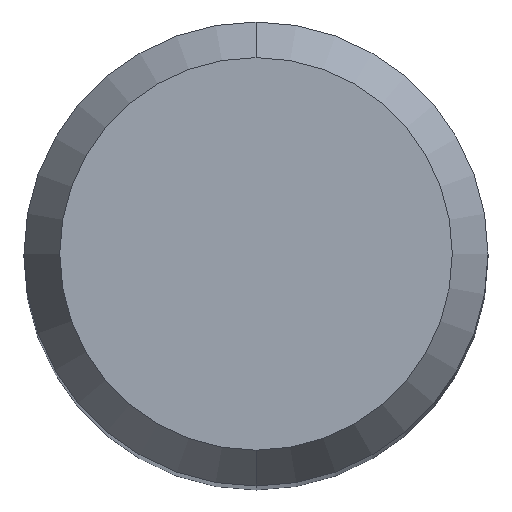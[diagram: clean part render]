
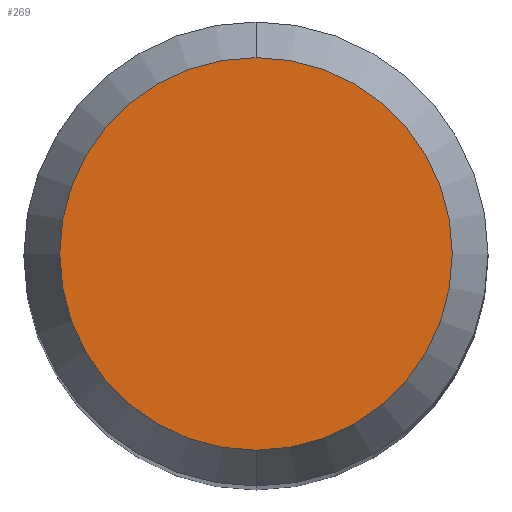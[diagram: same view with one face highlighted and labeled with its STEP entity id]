
A CAD part, top view. The second image highlights one B-rep face of the part: STEP entity #269.
In plain terms, the highlighted planar face has unit normal (0, 0, 1).
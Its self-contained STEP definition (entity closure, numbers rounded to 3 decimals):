
#243=VERTEX_POINT('',#523);
#269=ADVANCED_FACE('',(#550),#551,.T.);
#273=EDGE_CURVE('',#243,#397,#555,.T.);
#343=EDGE_CURVE('',#397,#243,#636,.T.);
#397=VERTEX_POINT('',#697);
#523=CARTESIAN_POINT('',(0.,-2.538,29.195));
#550=FACE_OUTER_BOUND('',#986,.T.);
#551=PLANE('',#987);
#555=CIRCLE('',#994,2.538);
#636=CIRCLE('',#1141,2.538);
#697=CARTESIAN_POINT('',(0.0,2.538,29.195));
#986=EDGE_LOOP('',(#1429,#1430));
#987=AXIS2_PLACEMENT_3D('',#1431,#1432,#1433);
#994=AXIS2_PLACEMENT_3D('',#1435,#1436,#1437);
#1141=AXIS2_PLACEMENT_3D('',#1564,#1565,#1566);
#1429=ORIENTED_EDGE('',*,*,#343,.F.);
#1430=ORIENTED_EDGE('',*,*,#273,.F.);
#1431=CARTESIAN_POINT('',(0.0,1.269,29.195));
#1432=DIRECTION('',(-0.0,0.0,1.0));
#1433=DIRECTION('',(0.0,-1.0,0.0));
#1435=CARTESIAN_POINT('',(0.0,0.0,29.195));
#1436=DIRECTION('',(0.0,0.0,-1.0));
#1437=DIRECTION('',(0.0,1.0,0.0));
#1564=CARTESIAN_POINT('',(0.0,0.0,29.195));
#1565=DIRECTION('',(0.0,0.0,-1.0));
#1566=DIRECTION('',(0.0,1.0,0.0));
